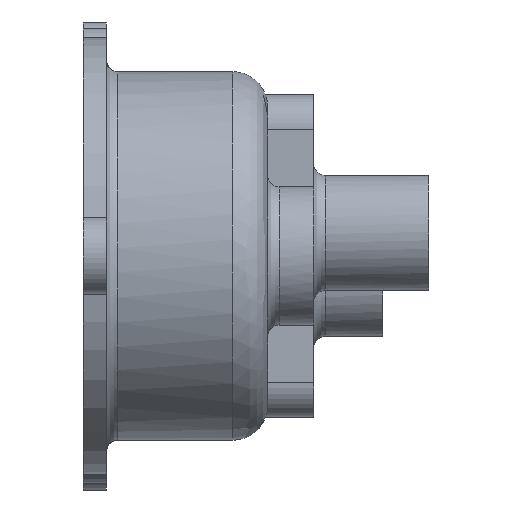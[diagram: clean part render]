
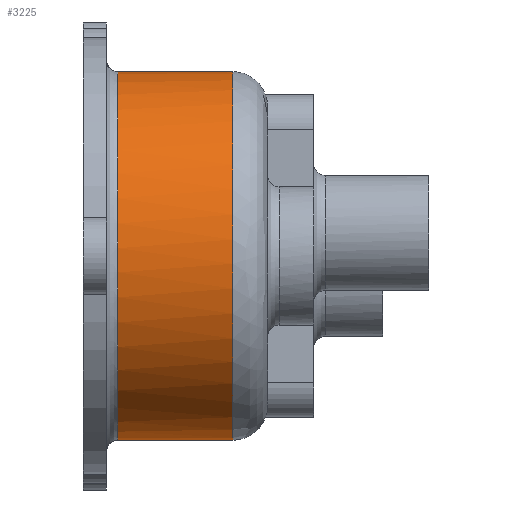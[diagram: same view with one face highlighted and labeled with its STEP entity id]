
A CAD part, left-side view. The second image highlights one B-rep face of the part: STEP entity #3225.
In plain terms, the highlighted free-form (B-spline) face has degree [2, 1] with [5, 2] control points.
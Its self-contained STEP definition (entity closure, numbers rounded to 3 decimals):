
#810 = VERTEX_POINT('',#811);
#811 = CARTESIAN_POINT('',(0.,-2.822,45.151));
#817 = EDGE_CURVE('',#810,#818,#820,.T.);
#818 = VERTEX_POINT('',#819);
#819 = CARTESIAN_POINT('',(0.,-2.822,
    -45.151));
#820 = ( BOUNDED_CURVE() B_SPLINE_CURVE(2,(#821,#822,#823,#824,#825),
.UNSPECIFIED.,.F.,.F.) B_SPLINE_CURVE_WITH_KNOTS((3,2,3),(0.,
1.571,3.142),.PIECEWISE_BEZIER_KNOTS.) CURVE() 
GEOMETRIC_REPRESENTATION_ITEM() RATIONAL_B_SPLINE_CURVE((1.,
0.707,1.,0.707,1.)) REPRESENTATION_ITEM('') );
#821 = CARTESIAN_POINT('',(0.,-2.822,45.151));
#822 = CARTESIAN_POINT('',(-45.151,-2.822,
    45.151));
#823 = CARTESIAN_POINT('',(-45.151,-2.822,
    0.));
#824 = CARTESIAN_POINT('',(-45.151,-2.822,
    -45.151));
#825 = CARTESIAN_POINT('',(0.,-2.822,
    -45.151));
#911 = VERTEX_POINT('',#912);
#912 = CARTESIAN_POINT('',(0.,-31.041,
    -45.151));
#919 = VERTEX_POINT('',#920);
#920 = CARTESIAN_POINT('',(0.,-31.041,45.151));
#1046 = EDGE_CURVE('',#911,#818,#1047,.T.);
#1047 = B_SPLINE_CURVE_WITH_KNOTS('',1,(#1048,#1049),.UNSPECIFIED.,.F.,
  .F.,(2,2),(9.,39.),.PIECEWISE_BEZIER_KNOTS.);
#1048 = CARTESIAN_POINT('',(0.,-31.041,
    -45.151));
#1049 = CARTESIAN_POINT('',(0.,-2.822,
    -45.151));
#1111 = EDGE_CURVE('',#919,#810,#1112,.T.);
#1112 = B_SPLINE_CURVE_WITH_KNOTS('',1,(#1113,#1114),.UNSPECIFIED.,.F.,
  .F.,(2,2),(9.,39.),.PIECEWISE_BEZIER_KNOTS.);
#1113 = CARTESIAN_POINT('',(0.,-31.041,45.151));
#1114 = CARTESIAN_POINT('',(0.,-2.822,45.151));
#3225 = ADVANCED_FACE('',(#3226),#3239,.T.);
#3226 = FACE_BOUND('',#3227,.T.);
#3227 = EDGE_LOOP('',(#3228,#3229,#3237,#3238));
#3228 = ORIENTED_EDGE('',*,*,#1046,.F.);
#3229 = ORIENTED_EDGE('',*,*,#3230,.T.);
#3230 = EDGE_CURVE('',#911,#919,#3231,.T.);
#3231 = ( BOUNDED_CURVE() B_SPLINE_CURVE(2,(#3232,#3233,#3234,#3235,
#3236),.UNSPECIFIED.,.F.,.F.) B_SPLINE_CURVE_WITH_KNOTS((3,2,3),(
    3.142,4.712,6.283),
.PIECEWISE_BEZIER_KNOTS.) CURVE() GEOMETRIC_REPRESENTATION_ITEM() 
RATIONAL_B_SPLINE_CURVE((1.,0.707,1.,0.707,1.)) 
REPRESENTATION_ITEM('') );
#3232 = CARTESIAN_POINT('',(0.,-31.041,
    -45.151));
#3233 = CARTESIAN_POINT('',(-45.151,-31.041,
    -45.151));
#3234 = CARTESIAN_POINT('',(-45.151,-31.041,
    0.));
#3235 = CARTESIAN_POINT('',(-45.151,-31.041,
    45.151));
#3236 = CARTESIAN_POINT('',(0.,-31.041,
    45.151));
#3237 = ORIENTED_EDGE('',*,*,#1111,.T.);
#3238 = ORIENTED_EDGE('',*,*,#817,.T.);
#3239 = ( BOUNDED_SURFACE() B_SPLINE_SURFACE(2,1,(
    (#3240,#3241)
    ,(#3242,#3243)
    ,(#3244,#3245)
    ,(#3246,#3247)
    ,(#3248,#3249
)),.UNSPECIFIED.,.F.,.F.,.F.) B_SPLINE_SURFACE_WITH_KNOTS((3,2,3),(2,2),
  (3.142,4.712,6.283),(9.,39.),
.PIECEWISE_BEZIER_KNOTS.) GEOMETRIC_REPRESENTATION_ITEM() 
RATIONAL_B_SPLINE_SURFACE((
    (1.,1.)
    ,(0.707,0.707)
    ,(1.,1.)
    ,(0.707,0.707)
,(1.,1.))) REPRESENTATION_ITEM('') SURFACE() );
#3240 = CARTESIAN_POINT('',(0.,-31.041,
    -45.151));
#3241 = CARTESIAN_POINT('',(0.,-2.822,
    -45.151));
#3242 = CARTESIAN_POINT('',(-45.151,-31.041,
    -45.151));
#3243 = CARTESIAN_POINT('',(-45.151,-2.822,
    -45.151));
#3244 = CARTESIAN_POINT('',(-45.151,-31.041,
    0.));
#3245 = CARTESIAN_POINT('',(-45.151,-2.822,
    0.));
#3246 = CARTESIAN_POINT('',(-45.151,-31.041,
    45.151));
#3247 = CARTESIAN_POINT('',(-45.151,-2.822,
    45.151));
#3248 = CARTESIAN_POINT('',(0.,-31.041,
    45.151));
#3249 = CARTESIAN_POINT('',(0.,-2.822,
    45.151));
